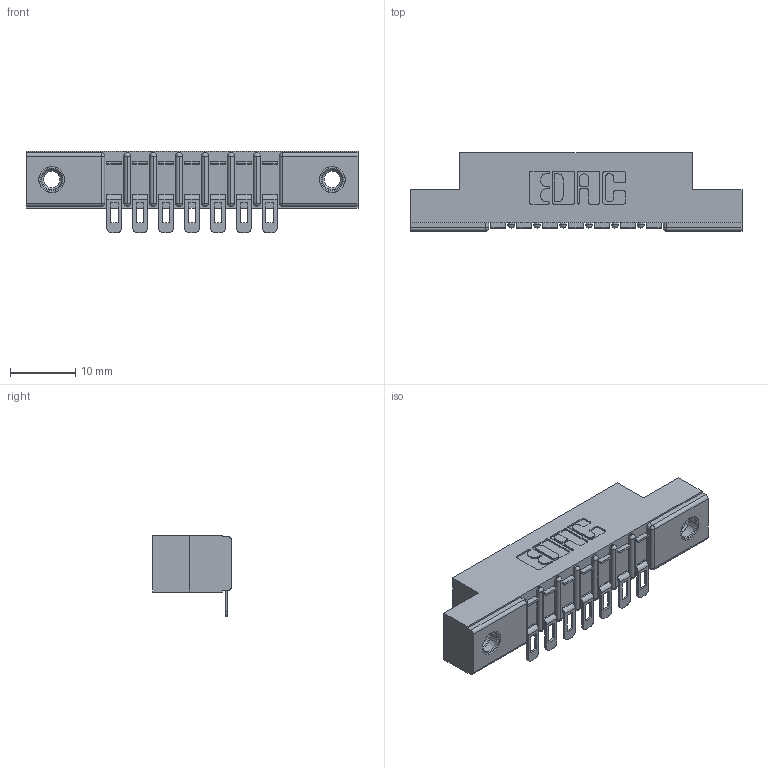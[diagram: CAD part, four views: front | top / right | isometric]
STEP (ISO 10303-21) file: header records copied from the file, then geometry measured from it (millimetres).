
FILE_DESCRIPTION (( 'STEP AP203' ), '1' );
FILE_NAME ('307-007-454-107.STEP', '2020-09-25T02:39:48', ( '' ), ( '' ), 'SwSTEP 2.0', 'SolidWorks 2020', '' );
FILE_SCHEMA (( 'CONFIG_CONTROL_DESIGN' ));
Length unit declared in the file: inch
Products named in the file (4): 345-250-001_345-250-005-103; 307-290-002_554; 307-007-454-107; 307 Part_.156 Dia Mounting Holes
Assembly tree (10 placements, depth 2):
  307-007-454-107
    307 Part_.156 Dia Mounting Holes
    307-290-002_554  x7
    345-250-001_345-250-005-103  x2
Bounding box: 50.75 x 12.01 x 12.52 mm (x, y, z)
Volume: 3331.5 mm3; surface area: 5289.8 mm2
Topology: 10 solids, 10 shells, 753 faces, 2230 edges, 1456 vertices
Faces by surface type: plane 424, cylinder 297, sphere 16, cone 12, torus 4
Entity records: 12466 total; most frequent: CARTESIAN_POINT 2077, ORIENTED_EDGE 2060, DIRECTION 2050, EDGE_CURVE 1030, VECTOR 764, LINE 764, VERTEX_POINT 670, AXIS2_PLACEMENT_3D 643
